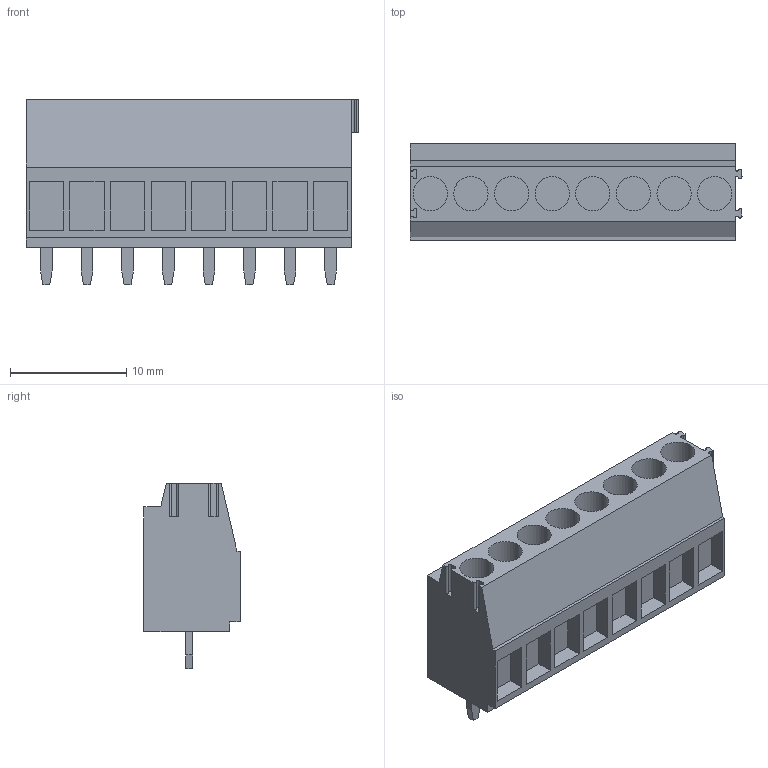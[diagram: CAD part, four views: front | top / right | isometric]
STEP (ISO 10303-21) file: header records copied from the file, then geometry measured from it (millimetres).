
FILE_DESCRIPTION(('CATIA V5 STEP Exchange','CAx-IF Rec.Pracs.--- Model Styling and Organization---1.2---2011-12-15'),'2;1');
FILE_NAME ('D1452806_0_1561170000_1561170000.stp','2018-09-08T13:22:50+00:00',('none'),('Weidmueller'),'CATIA Version 5-6 Release 2014','CATIA V5 STEP AP214','none');
FILE_SCHEMA(('AUTOMOTIVE_DESIGN { 1 0 10303 214 1 1 1 1 }'));
Length unit declared in the file: millimetre
Products named in the file (1): 1561170000
Bounding box: 28.6 x 8.3 x 16 mm (x, y, z)
Volume: 2423.4 mm3; surface area: 1797.8 mm2
Topology: 9 solids, 9 shells, 168 faces, 402 edges, 268 vertices
Faces by surface type: plane 132, cylinder 36
Entity records: 4447 total; most frequent: ORIENTED_EDGE 804, CARTESIAN_POINT 771, DIRECTION 602, EDGE_CURVE 402, VECTOR 330, LINE 330, VERTEX_POINT 268, EDGE_LOOP 184
